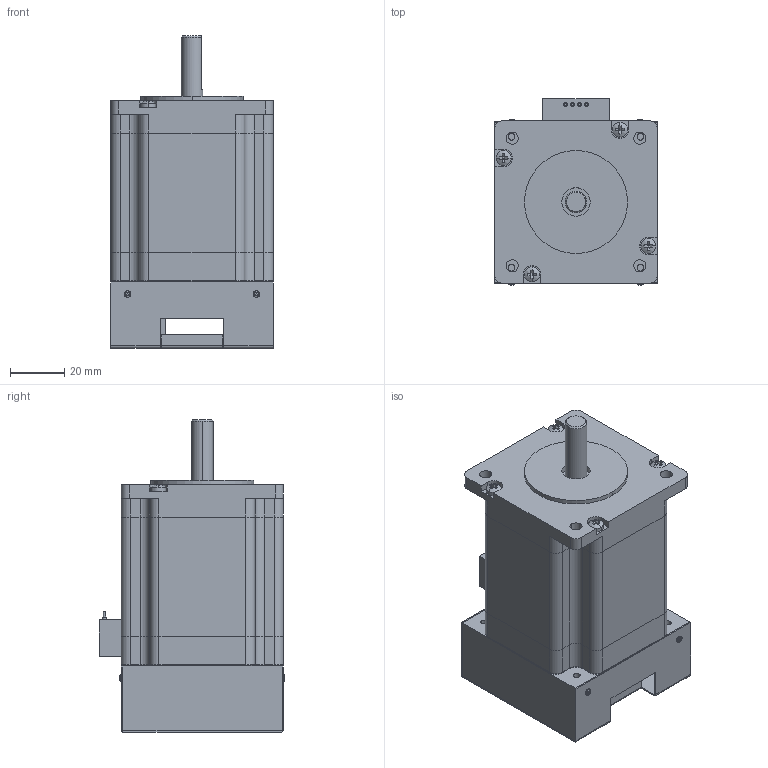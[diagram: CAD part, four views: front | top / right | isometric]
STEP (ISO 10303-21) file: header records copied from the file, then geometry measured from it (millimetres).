
FILE_DESCRIPTION (( 'STEP AP214' ), '1' );
FILE_NAME ('PD-60-3-1378.STEP', '2020-11-12T21:48:02', ( '' ), ( '' ), 'SwSTEP 2.0', 'SolidWorks 2020', '' );
FILE_SCHEMA (( 'AUTOMOTIVE_DESIGN' ));
Length unit declared in the file: millimetre
Products named in the file (13): QSH6018-65-28-210_PD60-3-1160; parallel pin unhardened_iso_ISO 2338 - 1.5 m6 x 8 - St^TMCM-1378_Full_Assembly(2)_TMCM-1378_Full_Assembly; Base^TMCM-1378_Full_Assembly(2)_TMCM-1378_Full_Assembly; TMCM-1378-PCB^TMCM-1378_Full_Assembly(2)_TMCM-1378_Full_Assembly; TMCM-1378_Full_Assembly; PD-60-3-1378; din_7984_8_8_m_3x6^TMCM-1378_Full_Assembly(2)_TMCM-1378_Full_Assembly; Cover^TMCM-1378_Full_Assembly(2)_TMCM-1378_Full_Assembly; socket head cap screw_iso_ISO 4762 M3 x 6 - 6C^TMCM-1378_Full_Assembly(2)_TMCM-1378_Full_Assembly; TMCM-1378_Full_Assembly(2)^TMCM-1378_Full_Assembly; ^TMCM-1378_Full_Assembly(2)_TMCM-1378_Full_Assembly; uid__9223372036912302815^TMCM-1378-PCB_TMCM-1378_Full_Assembly(2)_TMCM-1378_Full_Assembly; TMCM_1361_din_iso_7049_st2_2x4_5_c_h^TMCM-1378_Full_Assembly(2)_TMCM-1378_Full_Assembly
Assembly tree (21 placements, depth 5):
  PD-60-3-1378
    TMCM-1378_Full_Assembly
      TMCM-1378_Full_Assembly(2)^TMCM-1378_Full_Assembly
        TMCM-1378-PCB^TMCM-1378_Full_Assembly(2)_TMCM-1378_Full_Assembly
          uid__9223372036912302815^TMCM-1378-PCB_TMCM-1378_Full_Assembly(2)_TMCM-1378_Full_Assembly
        Base^TMCM-1378_Full_Assembly(2)_TMCM-1378_Full_Assembly
        Cover^TMCM-1378_Full_Assembly(2)_TMCM-1378_Full_Assembly
        TMCM_1361_din_iso_7049_st2_2x4_5_c_h^TMCM-1378_Full_Assembly(2)_TMCM-1378_Full_Assembly  x4
        socket head cap screw_iso_ISO 4762 M3 x 6 - 6C^TMCM-1378_Full_Assembly(2)_TMCM-1378_Full_Assembly  x4
        ^TMCM-1378_Full_Assembly(2)_TMCM-1378_Full_Assembly  x2
        parallel pin unhardened_iso_ISO 2338 - 1.5 m6 x 8 - St^TMCM-1378_Full_Assembly(2)_TMCM-1378_Full_Assembly  x2
        din_7984_8_8_m_3x6^TMCM-1378_Full_Assembly(2)_TMCM-1378_Full_Assembly  x2
    QSH6018-65-28-210_PD60-3-1160
Bounding box: 60 x 68.7 x 115.5 mm (x, y, z)
Volume: 239594.2 mm3; surface area: 59273.5 mm2
Topology: 18 solids, 29 shells, 935 faces, 2286 edges, 1419 vertices
Faces by surface type: plane 493, cylinder 261, bspline 78, cone 59, torus 36, sphere 8
Entity records: 27076 total; most frequent: CARTESIAN_POINT 9097, ORIENTED_EDGE 3556, DIRECTION 3345, EDGE_CURVE 1778, AXIS2_PLACEMENT_3D 1143, VERTEX_POINT 1111, LINE 1059, VECTOR 1059
